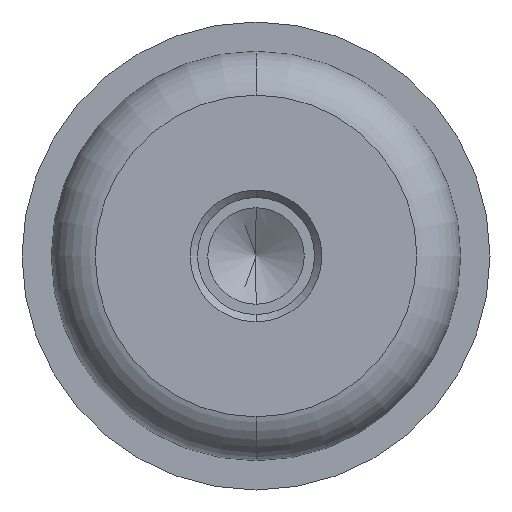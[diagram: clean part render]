
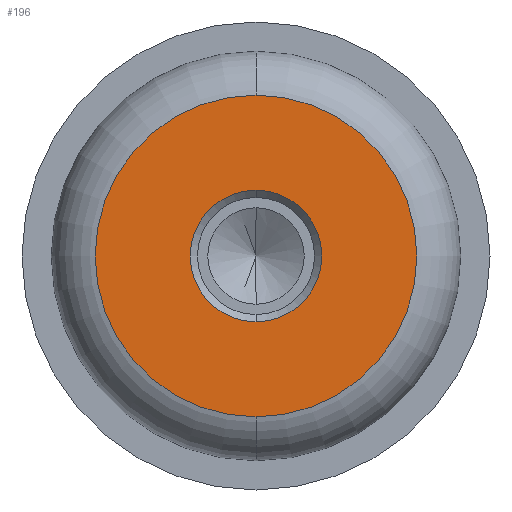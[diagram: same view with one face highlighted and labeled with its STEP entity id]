
A CAD part, front view. The second image highlights one B-rep face of the part: STEP entity #196.
In plain terms, the highlighted planar face has unit normal (0, -1, 0).
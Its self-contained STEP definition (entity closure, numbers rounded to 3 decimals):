
#5 = PLANE ( 'NONE',  #240 ) ;
#11 = DIRECTION ( 'NONE',  ( 0., -1., 0. ) ) ;
#14 = EDGE_CURVE ( 'NONE', #59, #223, #382, .T. ) ;
#18 = CIRCLE ( 'NONE', #443, 5.5 ) ;
#20 = DIRECTION ( 'NONE',  ( 0., -1., 0. ) ) ;
#33 = CIRCLE ( 'NONE', #455, 5.5 ) ;
#48 = EDGE_CURVE ( 'NONE', #393, #614, #33, .T. ) ;
#59 = VERTEX_POINT ( 'NONE', #650 ) ;
#84 = AXIS2_PLACEMENT_3D ( 'NONE', #97, #20, #436 ) ;
#97 = CARTESIAN_POINT ( 'NONE',  ( 0., -3., 0. ) ) ;
#132 = CARTESIAN_POINT ( 'NONE',  ( 0., -3., 0. ) ) ;
#138 = ORIENTED_EDGE ( 'NONE', *, *, #167, .T. ) ;
#154 = EDGE_LOOP ( 'NONE', ( #254, #138 ) ) ;
#167 = EDGE_CURVE ( 'NONE', #614, #393, #18, .T. ) ;
#181 = ORIENTED_EDGE ( 'NONE', *, *, #414, .F. ) ;
#196 = ADVANCED_FACE ( 'NONE', ( #344, #413 ), #5, .T. ) ;
#200 = CARTESIAN_POINT ( 'NONE',  ( 0., -3., 0. ) ) ;
#223 = VERTEX_POINT ( 'NONE', #304 ) ;
#224 = DIRECTION ( 'NONE',  ( 0., -1., 0. ) ) ;
#240 = AXIS2_PLACEMENT_3D ( 'NONE', #132, #569, #625 ) ;
#253 = DIRECTION ( 'NONE',  ( 0., 0., -1. ) ) ;
#254 = ORIENTED_EDGE ( 'NONE', *, *, #48, .T. ) ;
#259 = DIRECTION ( 'NONE',  ( 0., 0., -1. ) ) ;
#286 = AXIS2_PLACEMENT_3D ( 'NONE', #606, #224, #605 ) ;
#301 = CARTESIAN_POINT ( 'NONE',  ( 0., -3., 5.5 ) ) ;
#304 = CARTESIAN_POINT ( 'NONE',  ( 0., -3., -2.25 ) ) ;
#322 = DIRECTION ( 'NONE',  ( 0., -1., 0. ) ) ;
#344 = FACE_BOUND ( 'NONE', #531, .T. ) ;
#382 = CIRCLE ( 'NONE', #84, 2.25 ) ;
#393 = VERTEX_POINT ( 'NONE', #588 ) ;
#413 = FACE_OUTER_BOUND ( 'NONE', #154, .T. ) ;
#414 = EDGE_CURVE ( 'NONE', #223, #59, #611, .T. ) ;
#436 = DIRECTION ( 'NONE',  ( 0., 0., -1. ) ) ;
#443 = AXIS2_PLACEMENT_3D ( 'NONE', #621, #11, #253 ) ;
#455 = AXIS2_PLACEMENT_3D ( 'NONE', #200, #322, #259 ) ;
#531 = EDGE_LOOP ( 'NONE', ( #181, #723 ) ) ;
#569 = DIRECTION ( 'NONE',  ( 0., -1., 0. ) ) ;
#588 = CARTESIAN_POINT ( 'NONE',  ( 0., -3., -5.5 ) ) ;
#605 = DIRECTION ( 'NONE',  ( 0., 0., -1. ) ) ;
#606 = CARTESIAN_POINT ( 'NONE',  ( 0., -3., 0. ) ) ;
#611 = CIRCLE ( 'NONE', #286, 2.25 ) ;
#614 = VERTEX_POINT ( 'NONE', #301 ) ;
#621 = CARTESIAN_POINT ( 'NONE',  ( 0., -3., 0. ) ) ;
#625 = DIRECTION ( 'NONE',  ( 0., 0., -1. ) ) ;
#650 = CARTESIAN_POINT ( 'NONE',  ( 0., -3., 2.25 ) ) ;
#723 = ORIENTED_EDGE ( 'NONE', *, *, #14, .F. ) ;
